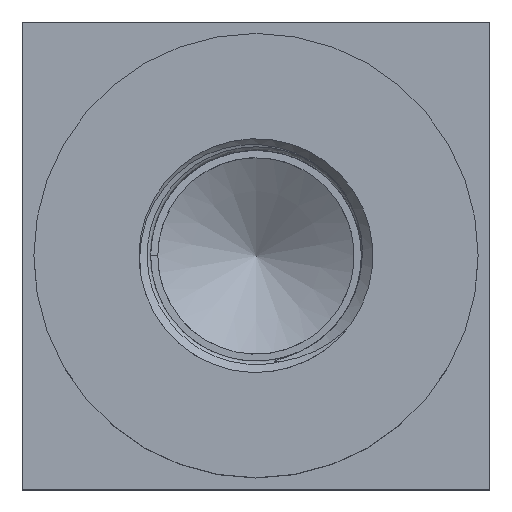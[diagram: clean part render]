
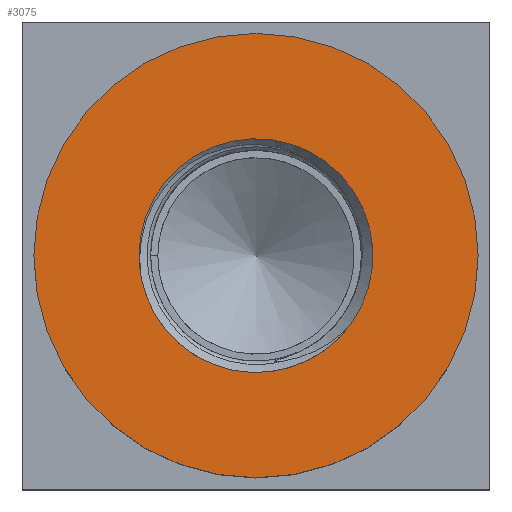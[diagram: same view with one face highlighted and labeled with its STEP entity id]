
A CAD part, top view. The second image highlights one B-rep face of the part: STEP entity #3075.
In plain terms, the highlighted planar face has unit normal (0, 0, 1).
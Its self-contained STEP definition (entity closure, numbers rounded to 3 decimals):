
#187=PLANE('',#3267);
#203=CIRCLE('',#3097,2.5);
#206=CIRCLE('',#3268,4.75);
#207=CIRCLE('',#3269,2.5);
#917=ORIENTED_EDGE('',*,*,#1437,.F.);
#918=ORIENTED_EDGE('',*,*,#1044,.T.);
#919=ORIENTED_EDGE('',*,*,#1438,.T.);
#1044=EDGE_CURVE('',#1450,#1448,#203,.T.);
#1437=EDGE_CURVE('',#1699,#1699,#206,.T.);
#1438=EDGE_CURVE('',#1448,#1450,#207,.T.);
#1448=VERTEX_POINT('',#4750);
#1450=VERTEX_POINT('',#4852);
#1699=VERTEX_POINT('',#6271);
#2657=EDGE_LOOP('',(#917));
#2658=EDGE_LOOP('',(#918,#919));
#2866=FACE_BOUND('',#2657,.T.);
#2867=FACE_BOUND('',#2658,.T.);
#3075=ADVANCED_FACE('',(#2866,#2867),#187,.F.);
#3097=AXIS2_PLACEMENT_3D('',#4851,#3289,#3290);
#3267=AXIS2_PLACEMENT_3D('',#6269,#4015,#4016);
#3268=AXIS2_PLACEMENT_3D('',#6270,#4017,#4018);
#3269=AXIS2_PLACEMENT_3D('',#6272,#4019,#4020);
#3289=DIRECTION('',(0.,0.,-1.));
#3290=DIRECTION('',(1.,0.,0.));
#4015=DIRECTION('',(0.,0.,-1.));
#4016=DIRECTION('',(-1.,0.,0.));
#4017=DIRECTION('',(0.,0.,-1.));
#4018=DIRECTION('',(1.,0.,0.));
#4019=DIRECTION('',(0.,0.,-1.));
#4020=DIRECTION('',(1.,0.,0.));
#4750=CARTESIAN_POINT('',(-2.458,-0.456,6.5));
#4851=CARTESIAN_POINT('',(0.,0.,6.5));
#4852=CARTESIAN_POINT('',(2.037,-1.45,6.5));
#6269=CARTESIAN_POINT('',(0.,0.,6.5));
#6270=CARTESIAN_POINT('',(0.,0.,6.5));
#6271=CARTESIAN_POINT('',(4.75,0.,6.5));
#6272=CARTESIAN_POINT('',(0.,0.,6.5));
